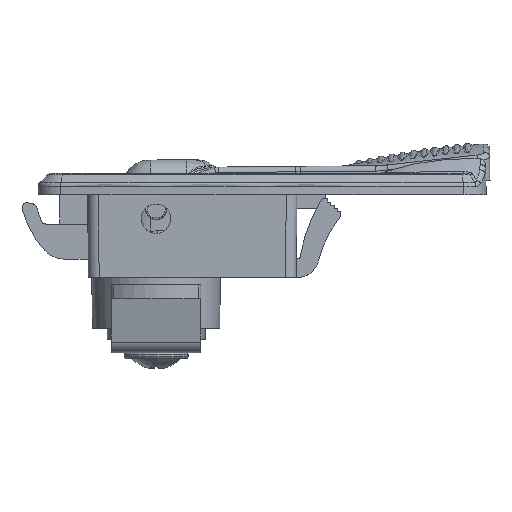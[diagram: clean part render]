
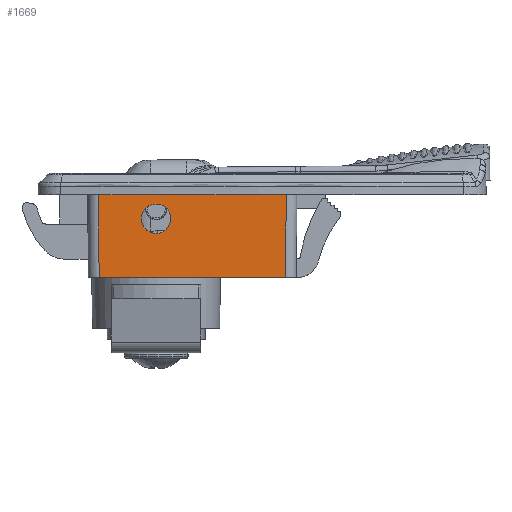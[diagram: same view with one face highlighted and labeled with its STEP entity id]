
A CAD part, front view. The second image highlights one B-rep face of the part: STEP entity #1669.
In plain terms, the highlighted planar face has unit normal (0, -1, -0.009).
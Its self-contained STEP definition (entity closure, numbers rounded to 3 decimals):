
#528 = VECTOR ( 'NONE', #8275, 1000. ) ;
#645 = VERTEX_POINT ( 'NONE', #19018 ) ;
#742 = CARTESIAN_POINT ( 'NONE',  ( -30.155, -12.012, -7.33 ) ) ;
#1143 = FACE_BOUND ( 'NONE', #12071, .T. ) ;
#1307 = VERTEX_POINT ( 'NONE', #3491 ) ;
#1669 = ADVANCED_FACE ( 'NONE', ( #1143, #10162 ), #6537, .T. ) ;
#2585 = AXIS2_PLACEMENT_3D ( 'NONE', #15536, #4425, #11683 ) ;
#3431 = CARTESIAN_POINT ( 'NONE',  ( -25.032, -12.06, -1.814 ) ) ;
#3458 = VECTOR ( 'NONE', #9532, 1000. ) ;
#3491 = CARTESIAN_POINT ( 'NONE',  ( 4.362, -12.075, -0.094 ) ) ;
#4113 = VECTOR ( 'NONE', #10604, 1000. ) ;
#4123 = EDGE_LOOP ( 'NONE', ( #19800, #9156, #21025, #22082 ) ) ;
#4307 = CARTESIAN_POINT ( 'NONE',  ( -19.597, -12.06, -1.814 ) ) ;
#4425 = DIRECTION ( 'NONE',  ( 0., -1., -0.009 ) ) ;
#4574 = VERTEX_POINT ( 'NONE', #4307 ) ;
#5494 = EDGE_CURVE ( 'NONE', #4574, #6210, #22843, .T. ) ;
#6210 = VERTEX_POINT ( 'NONE', #6889 ) ;
#6537 = PLANE ( 'NONE',  #2585 ) ;
#6889 = CARTESIAN_POINT ( 'NONE',  ( -19.597, -12.013, -7.219 ) ) ;
#6992 = LINE ( 'NONE', #19627, #4113 ) ;
#7018 = ORIENTED_EDGE ( 'NONE', *, *, #7934, .T. ) ;
#7246 = ORIENTED_EDGE ( 'NONE', *, *, #5494, .T. ) ;
#7934 = EDGE_CURVE ( 'NONE', #6210, #4574, #8290, .T. ) ;
#8275 = DIRECTION ( 'NONE',  ( -0.009, 0.009, -1. ) ) ;
#8290 =( BOUNDED_CURVE ( )  B_SPLINE_CURVE ( 3, ( #12223, #15722, #3431, #12338 ),
 .UNSPECIFIED., .F., .F. ) 
 B_SPLINE_CURVE_WITH_KNOTS ( ( 4, 4 ),
 ( 0.5, 1. ),
 .UNSPECIFIED. ) 
 CURVE ( )  GEOMETRIC_REPRESENTATION_ITEM ( )  RATIONAL_B_SPLINE_CURVE ( ( 1., 0.333, 0.333, 1. ) ) 
 REPRESENTATION_ITEM ( '' )  );
#9156 = ORIENTED_EDGE ( 'NONE', *, *, #21967, .F. ) ;
#9427 = CARTESIAN_POINT ( 'NONE',  ( -14.163, -12.06, -1.814 ) ) ;
#9532 = DIRECTION ( 'NONE',  ( -0.009, -0.009, 1. ) ) ;
#9682 = CARTESIAN_POINT ( 'NONE',  ( -30.219, -12.075, -0.094 ) ) ;
#10162 = FACE_OUTER_BOUND ( 'NONE', #4123, .T. ) ;
#10604 = DIRECTION ( 'NONE',  ( 1., 0., 0. ) ) ;
#11073 = CARTESIAN_POINT ( 'NONE',  ( -17.547, -11.942, -15.327 ) ) ;
#11683 = DIRECTION ( 'NONE',  ( -1., 0., 0. ) ) ;
#12071 = EDGE_LOOP ( 'NONE', ( #7018, #7246 ) ) ;
#12223 = CARTESIAN_POINT ( 'NONE',  ( -19.597, -12.013, -7.219 ) ) ;
#12338 = CARTESIAN_POINT ( 'NONE',  ( -19.597, -12.06, -1.814 ) ) ;
#12349 = EDGE_CURVE ( 'NONE', #645, #19192, #16672, .T. ) ;
#13290 = VECTOR ( 'NONE', #21977, 1000. ) ;
#15033 = CARTESIAN_POINT ( 'NONE',  ( -14.163, -12.013, -7.219 ) ) ;
#15536 = CARTESIAN_POINT ( 'NONE',  ( 6.469, -12.075, -0.094 ) ) ;
#15625 = EDGE_CURVE ( 'NONE', #19192, #16387, #22414, .T. ) ;
#15722 = CARTESIAN_POINT ( 'NONE',  ( -25.032, -12.013, -7.219 ) ) ;
#16387 = VERTEX_POINT ( 'NONE', #9682 ) ;
#16669 = CARTESIAN_POINT ( 'NONE',  ( -30.085, -11.942, -15.327 ) ) ;
#16672 = LINE ( 'NONE', #11073, #13290 ) ;
#17339 = EDGE_CURVE ( 'NONE', #1307, #645, #20691, .T. ) ;
#19018 = CARTESIAN_POINT ( 'NONE',  ( 4.229, -11.942, -15.327 ) ) ;
#19192 = VERTEX_POINT ( 'NONE', #16669 ) ;
#19627 = CARTESIAN_POINT ( 'NONE',  ( -0.084, -12.075, -0.094 ) ) ;
#19800 = ORIENTED_EDGE ( 'NONE', *, *, #17339, .F. ) ;
#20313 = CARTESIAN_POINT ( 'NONE',  ( -19.597, -12.06, -1.814 ) ) ;
#20431 = CARTESIAN_POINT ( 'NONE',  ( -19.597, -12.013, -7.219 ) ) ;
#20691 = LINE ( 'NONE', #20801, #528 ) ;
#20801 = CARTESIAN_POINT ( 'NONE',  ( 4.299, -12.012, -7.33 ) ) ;
#21025 = ORIENTED_EDGE ( 'NONE', *, *, #15625, .F. ) ;
#21967 = EDGE_CURVE ( 'NONE', #16387, #1307, #6992, .T. ) ;
#21977 = DIRECTION ( 'NONE',  ( -1., 0., 0. ) ) ;
#22082 = ORIENTED_EDGE ( 'NONE', *, *, #12349, .F. ) ;
#22414 = LINE ( 'NONE', #742, #3458 ) ;
#22843 =( BOUNDED_CURVE ( )  B_SPLINE_CURVE ( 3, ( #20313, #9427, #15033, #20431 ),
 .UNSPECIFIED., .F., .F. ) 
 B_SPLINE_CURVE_WITH_KNOTS ( ( 4, 4 ),
 ( 0., 0.5 ),
 .UNSPECIFIED. ) 
 CURVE ( )  GEOMETRIC_REPRESENTATION_ITEM ( )  RATIONAL_B_SPLINE_CURVE ( ( 1., 0.333, 0.333, 1. ) ) 
 REPRESENTATION_ITEM ( '' )  );
